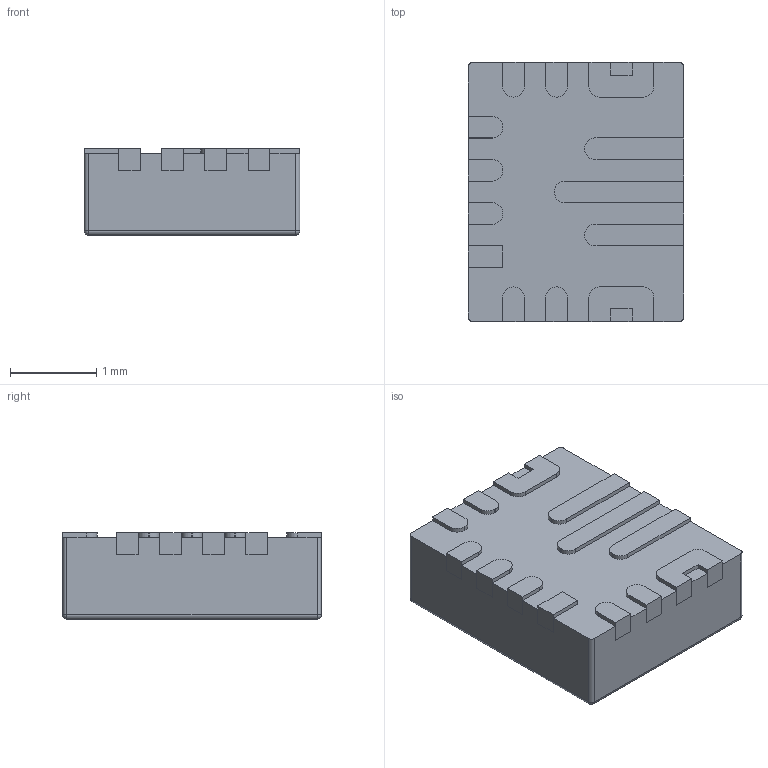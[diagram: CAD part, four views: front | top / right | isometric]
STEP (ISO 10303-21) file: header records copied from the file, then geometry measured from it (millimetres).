
FILE_DESCRIPTION(/* description */ (''),/* implementation_level */ '2;1');
FILE_NAME(/* name */ 'Texas Instruments TPS63070RNMT.stp',/* time_stamp */ '2019-10-20T23:49:37+02:00',/* author */ ('BMT'),/* organization */ (''),/* preprocessor_version */ 'ST-DEVELOPER v16.5',/* originating_system */ 'Autodesk Inventor 2017',/* authorisation */ '');
FILE_SCHEMA (('AUTOMOTIVE_DESIGN { 1 0 10303 214 3 1 1 }'));
Length unit declared in the file: millimetre
Products named in the file (4): Texas Instruments TPS63070RNMT; Texas Instruments TPS63070RNMT 1; Texas Instruments TPS63070RNMT 2; Texas ss
Assembly tree (3 placements, depth 2):
  Texas Instruments TPS63070RNMT
    Texas Instruments TPS63070RNMT 1
    Texas Instruments TPS63070RNMT 2
    Texas ss
Bounding box: 2.5 x 3 x 1 mm (x, y, z)
Volume: 7.2 mm3; surface area: 34.6 mm2
Topology: 32 solids, 32 shells, 694 faces, 1875 edges, 1246 vertices
Faces by surface type: plane 467, bspline 166, cylinder 57, sphere 4
Full cylindrical faces by diameter (mm): 0.245 x1
Entity records: 22884 total; most frequent: CARTESIAN_POINT 6271, ORIENTED_EDGE 3748, DIRECTION 2782, EDGE_CURVE 1874, LINE 1428, VECTOR 1428, VERTEX_POINT 1246, EDGE_LOOP 700
